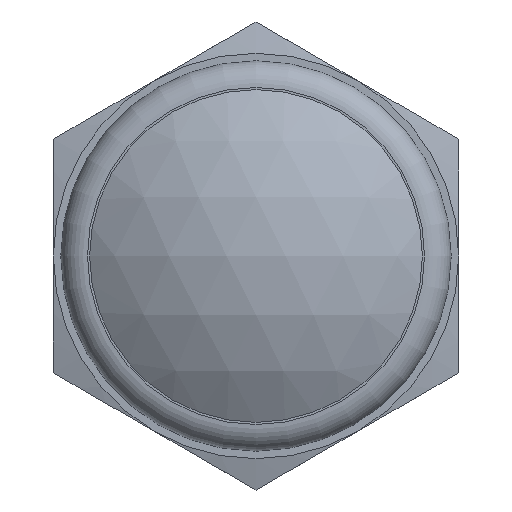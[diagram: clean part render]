
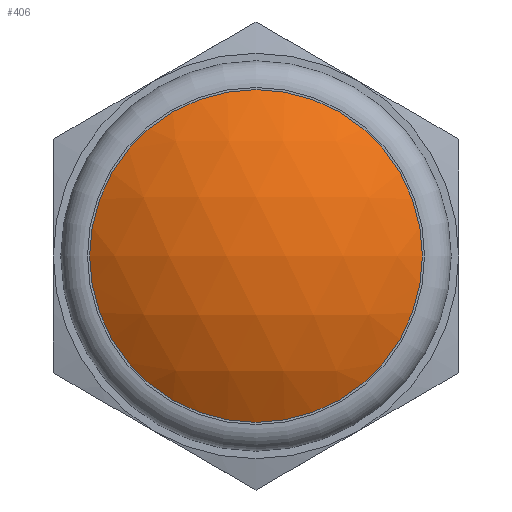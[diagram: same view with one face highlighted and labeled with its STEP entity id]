
A CAD part, left-side view. The second image highlights one B-rep face of the part: STEP entity #406.
In plain terms, the highlighted spherical face has radius 13.875 mm.
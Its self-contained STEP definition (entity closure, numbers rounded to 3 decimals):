
#18=SPHERICAL_SURFACE('',#455,13.875);
#78=FACE_OUTER_BOUND('',#112,.T.);
#112=EDGE_LOOP('',(#343));
#145=CIRCLE('',#456,7.8);
#204=VERTEX_POINT('',#733);
#257=EDGE_CURVE('',#204,#204,#145,.T.);
#343=ORIENTED_EDGE('',*,*,#257,.F.);
#406=ADVANCED_FACE('',(#78),#18,.T.);
#455=AXIS2_PLACEMENT_3D('',#732,#555,#556);
#456=AXIS2_PLACEMENT_3D('',#734,#557,#558);
#555=DIRECTION('center_axis',(0.,0.,1.));
#556=DIRECTION('ref_axis',(1.,0.,0.));
#557=DIRECTION('center_axis',(1.,0.,0.));
#558=DIRECTION('ref_axis',(0.,0.,-1.));
#732=CARTESIAN_POINT('Origin',(-5.125,0.,0.));
#733=CARTESIAN_POINT('',(-16.6,7.8,0.));
#734=CARTESIAN_POINT('Origin',(-16.6,0.,0.));
